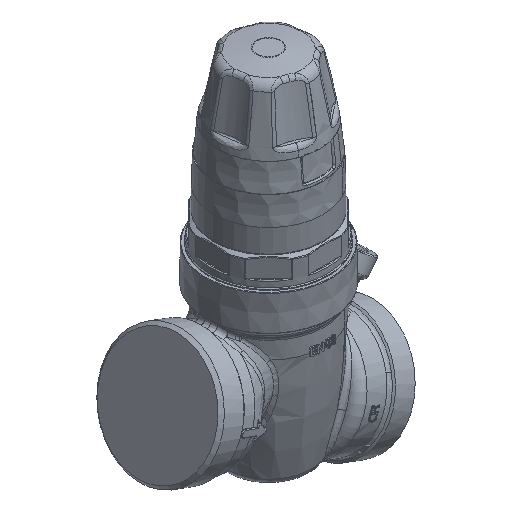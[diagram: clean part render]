
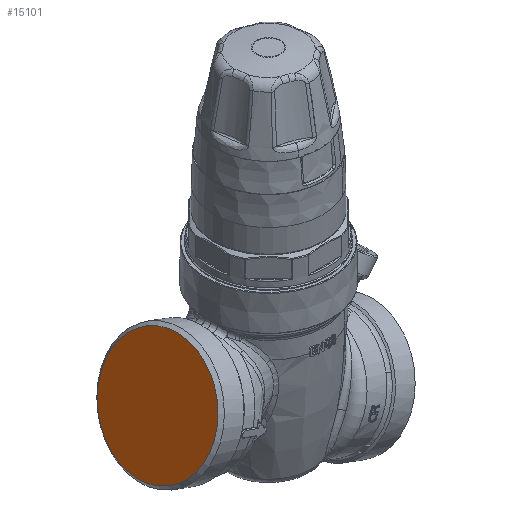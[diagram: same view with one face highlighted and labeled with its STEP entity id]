
A CAD part, isometric view. The second image highlights one B-rep face of the part: STEP entity #15101.
In plain terms, the highlighted planar face has unit normal (-0.94, 0, 0.342).
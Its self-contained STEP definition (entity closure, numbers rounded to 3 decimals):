
#2550=PLANE('',#16188);
#3283=FACE_OUTER_BOUND('',#4213,.T.);
#4213=EDGE_LOOP('',(#12569));
#5801=CIRCLE('',#16158,35.45);
#6876=VERTEX_POINT('',#45926);
#8796=EDGE_CURVE('',#6876,#6876,#5801,.F.);
#12569=ORIENTED_EDGE('',*,*,#8796,.T.);
#15101=ADVANCED_FACE('',(#3283),#2550,.T.);
#16158=AXIS2_PLACEMENT_3D('',#45928,#18202,#18203);
#16188=AXIS2_PLACEMENT_3D('',#47916,#18298,#18299);
#18202=DIRECTION('center_axis',(0.94,0.,
-0.342));
#18203=DIRECTION('ref_axis',(0.,-1.,0.));
#18298=DIRECTION('center_axis',(-0.94,0.,
0.342));
#18299=DIRECTION('ref_axis',(0.342,0.,0.94));
#45926=CARTESIAN_POINT('',(-79.518,-16.996,-24.478));
#45928=CARTESIAN_POINT('Origin',(-68.877,0.,4.756));
#47916=CARTESIAN_POINT('Origin',(-56.753,0.,38.068));
